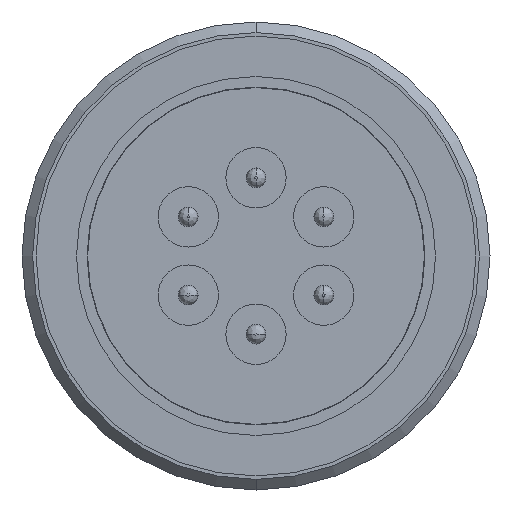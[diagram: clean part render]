
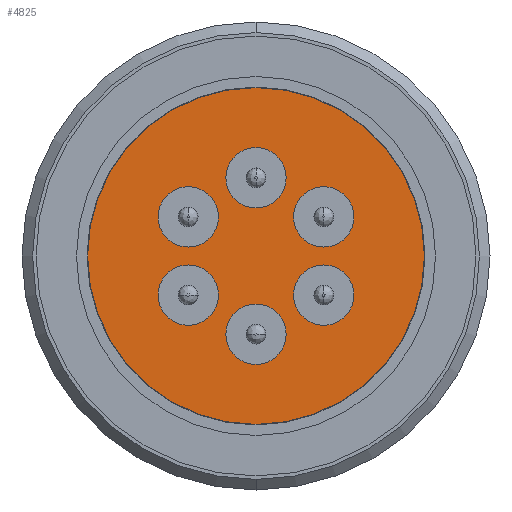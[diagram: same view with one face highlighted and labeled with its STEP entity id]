
A CAD part, front view. The second image highlights one B-rep face of the part: STEP entity #4825.
In plain terms, the highlighted planar face has unit normal (0, -1, 0).
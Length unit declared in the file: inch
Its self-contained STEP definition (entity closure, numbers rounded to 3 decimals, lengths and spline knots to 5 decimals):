
#20 = VERTEX_POINT ( 'NONE', #2990 ) ;
#21 = VERTEX_POINT ( 'NONE', #2988 ) ;
#29 = VERTEX_POINT ( 'NONE', #2976 ) ;
#30 = VERTEX_POINT ( 'NONE', #2944 ) ;
#46 = VERTEX_POINT ( 'NONE', #2815 ) ;
#47 = VERTEX_POINT ( 'NONE', #2814 ) ;
#54 = VERTEX_POINT ( 'NONE', #2804 ) ;
#74 = VERTEX_POINT ( 'NONE', #2776 ) ;
#108 = EDGE_LOOP ( 'NONE', ( #1563, #1559 ) ) ;
#109 = EDGE_LOOP ( 'NONE', ( #1569, #1568 ) ) ;
#110 = EDGE_LOOP ( 'NONE', ( #1567, #1564 ) ) ;
#115 = EDGE_LOOP ( 'NONE', ( #1572, #1570 ) ) ;
#177 = EDGE_LOOP ( 'NONE', ( #1556, #1555 ) ) ;
#212 = EDGE_LOOP ( 'NONE', ( #1558, #1557 ) ) ;
#250 = EDGE_LOOP ( 'NONE', ( #1554, #1553 ) ) ;
#359 = VERTEX_POINT ( 'NONE', #2833 ) ;
#412 = VERTEX_POINT ( 'NONE', #3104 ) ;
#446 = VERTEX_POINT ( 'NONE', #3086 ) ;
#525 = VERTEX_POINT ( 'NONE', #2973 ) ;
#539 = VERTEX_POINT ( 'NONE', #2977 ) ;
#557 = VERTEX_POINT ( 'NONE', #3124 ) ;
#727 = DIRECTION ( 'NONE',  ( 0., 1., 0. ) ) ;
#730 = PLANE ( 'NONE',  #7012 ) ;
#732 = CARTESIAN_POINT ( 'NONE',  ( -0.0249, 0.05531, 0. ) ) ;
#733 = DIRECTION ( 'NONE',  ( 0., 0., 1. ) ) ;
#911 = CIRCLE ( 'NONE', #5353, 0.08575 ) ;
#922 = CIRCLE ( 'NONE', #5367, 0.08575 ) ;
#928 = CIRCLE ( 'NONE', #5371, 0.08575 ) ;
#934 = CIRCLE ( 'NONE', #5376, 0.08575 ) ;
#950 = CIRCLE ( 'NONE', #5388, 0.4785 ) ;
#961 = CIRCLE ( 'NONE', #5396, 0.08575 ) ;
#979 = CIRCLE ( 'NONE', #5418, 0.08575 ) ;
#980 = CIRCLE ( 'NONE', #5420, 0.08575 ) ;
#981 = CIRCLE ( 'NONE', #5422, 0.4785 ) ;
#986 = CIRCLE ( 'NONE', #5430, 0.08575 ) ;
#991 = CIRCLE ( 'NONE', #5434, 0.08575 ) ;
#993 = CIRCLE ( 'NONE', #5437, 0.08575 ) ;
#997 = CIRCLE ( 'NONE', #5441, 0.08575 ) ;
#1121 = CIRCLE ( 'NONE', #2579, 0.08575 ) ;
#1553 = ORIENTED_EDGE ( 'NONE', *, *, #5642, .F. ) ;
#1554 = ORIENTED_EDGE ( 'NONE', *, *, #6875, .F. ) ;
#1555 = ORIENTED_EDGE ( 'NONE', *, *, #5664, .F. ) ;
#1556 = ORIENTED_EDGE ( 'NONE', *, *, #5475, .F. ) ;
#1557 = ORIENTED_EDGE ( 'NONE', *, *, #5660, .F. ) ;
#1558 = ORIENTED_EDGE ( 'NONE', *, *, #5485, .F. ) ;
#1559 = ORIENTED_EDGE ( 'NONE', *, *, #5504, .F. ) ;
#1563 = ORIENTED_EDGE ( 'NONE', *, *, #5644, .F. ) ;
#1564 = ORIENTED_EDGE ( 'NONE', *, *, #5651, .F. ) ;
#1567 = ORIENTED_EDGE ( 'NONE', *, *, #5492, .F. ) ;
#1568 = ORIENTED_EDGE ( 'NONE', *, *, #5643, .F. ) ;
#1569 = ORIENTED_EDGE ( 'NONE', *, *, #5490, .F. ) ;
#1570 = ORIENTED_EDGE ( 'NONE', *, *, #5657, .F. ) ;
#1572 = ORIENTED_EDGE ( 'NONE', *, *, #5511, .F. ) ;
#2579 = AXIS2_PLACEMENT_3D ( 'NONE', #4386, #4387, #4388 ) ;
#2776 = CARTESIAN_POINT ( 'NONE',  ( -0.0249, 0.05531, 0.30806 ) ) ;
#2804 = CARTESIAN_POINT ( 'NONE',  ( 0.16763, 0.05531, -0.02541 ) ) ;
#2814 = CARTESIAN_POINT ( 'NONE',  ( 0.16763, 0.05531, 0.19691 ) ) ;
#2815 = CARTESIAN_POINT ( 'NONE',  ( -0.0249, 0.05531, -0.30806 ) ) ;
#2833 = CARTESIAN_POINT ( 'NONE',  ( -0.21743, 0.05531, 0.02541 ) ) ;
#2944 = CARTESIAN_POINT ( 'NONE',  ( -0.0249, 0.05531, -0.4785 ) ) ;
#2973 = CARTESIAN_POINT ( 'NONE',  ( -0.0249, 0.05531, 0.4785 ) ) ;
#2976 = CARTESIAN_POINT ( 'NONE',  ( 0.16763, 0.05531, 0.02541 ) ) ;
#2977 = CARTESIAN_POINT ( 'NONE',  ( -0.0249, 0.05531, 0.13656 ) ) ;
#2988 = CARTESIAN_POINT ( 'NONE',  ( -0.21743, 0.05531, 0.19691 ) ) ;
#2990 = CARTESIAN_POINT ( 'NONE',  ( -0.21743, 0.05531, -0.02541 ) ) ;
#3086 = CARTESIAN_POINT ( 'NONE',  ( 0.16763, 0.05531, -0.19691 ) ) ;
#3104 = CARTESIAN_POINT ( 'NONE',  ( -0.21743, 0.05531, -0.19691 ) ) ;
#3124 = CARTESIAN_POINT ( 'NONE',  ( -0.0249, 0.05531, -0.13656 ) ) ;
#4386 = CARTESIAN_POINT ( 'NONE',  ( -0.0249, 0.05531, 0.22231 ) ) ;
#4387 = DIRECTION ( 'NONE',  ( 0., -1., 0. ) ) ;
#4388 = DIRECTION ( 'NONE',  ( 0., 0., -1. ) ) ;
#4579 = CARTESIAN_POINT ( 'NONE',  ( 0.16763, 0.05531, -0.11116 ) ) ;
#4580 = DIRECTION ( 'NONE',  ( 0., -1., 0. ) ) ;
#4581 = DIRECTION ( 'NONE',  ( 0., 0., -1. ) ) ;
#4607 = CARTESIAN_POINT ( 'NONE',  ( -0.21743, 0.05531, -0.11116 ) ) ;
#4608 = DIRECTION ( 'NONE',  ( 0., -1., 0. ) ) ;
#4609 = DIRECTION ( 'NONE',  ( 0., 0., -1. ) ) ;
#4616 = CARTESIAN_POINT ( 'NONE',  ( 0.16763, 0.05531, 0.11116 ) ) ;
#4617 = DIRECTION ( 'NONE',  ( 0., -1., 0. ) ) ;
#4618 = DIRECTION ( 'NONE',  ( 0., 0., -1. ) ) ;
#4624 = CARTESIAN_POINT ( 'NONE',  ( -0.0249, 0.05531, -0.22231 ) ) ;
#4625 = DIRECTION ( 'NONE',  ( 0., -1., 0. ) ) ;
#4626 = DIRECTION ( 'NONE',  ( 0., 0., -1. ) ) ;
#4825 = ADVANCED_FACE ( 'NONE', ( #5832, #5824, #5828, #5830, #5826, #5823, #5822 ), #730, .F. ) ;
#5353 = AXIS2_PLACEMENT_3D ( 'NONE', #4579, #4580, #4581 ) ;
#5367 = AXIS2_PLACEMENT_3D ( 'NONE', #4607, #4608, #4609 ) ;
#5371 = AXIS2_PLACEMENT_3D ( 'NONE', #4616, #4617, #4618 ) ;
#5376 = AXIS2_PLACEMENT_3D ( 'NONE', #4624, #4625, #4626 ) ;
#5388 = AXIS2_PLACEMENT_3D ( 'NONE', #7072, #7073, #7074 ) ;
#5396 = AXIS2_PLACEMENT_3D ( 'NONE', #7092, #7093, #7094 ) ;
#5418 = AXIS2_PLACEMENT_3D ( 'NONE', #7134, #7135, #7136 ) ;
#5420 = AXIS2_PLACEMENT_3D ( 'NONE', #7137, #7138, #7139 ) ;
#5422 = AXIS2_PLACEMENT_3D ( 'NONE', #7140, #7141, #7142 ) ;
#5430 = AXIS2_PLACEMENT_3D ( 'NONE', #7165, #7166, #7167 ) ;
#5434 = AXIS2_PLACEMENT_3D ( 'NONE', #7193, #7194, #7195 ) ;
#5437 = AXIS2_PLACEMENT_3D ( 'NONE', #7202, #7203, #7204 ) ;
#5441 = AXIS2_PLACEMENT_3D ( 'NONE', #7214, #7215, #7216 ) ;
#5475 = EDGE_CURVE ( 'NONE', #446, #54, #911, .T. ) ;
#5485 = EDGE_CURVE ( 'NONE', #412, #20, #922, .T. ) ;
#5490 = EDGE_CURVE ( 'NONE', #29, #47, #928, .T. ) ;
#5492 = EDGE_CURVE ( 'NONE', #46, #557, #934, .T. ) ;
#5504 = EDGE_CURVE ( 'NONE', #525, #30, #950, .T. ) ;
#5511 = EDGE_CURVE ( 'NONE', #359, #21, #961, .T. ) ;
#5642 = EDGE_CURVE ( 'NONE', #74, #539, #979, .T. ) ;
#5643 = EDGE_CURVE ( 'NONE', #47, #29, #980, .T. ) ;
#5644 = EDGE_CURVE ( 'NONE', #30, #525, #981, .T. ) ;
#5651 = EDGE_CURVE ( 'NONE', #557, #46, #986, .T. ) ;
#5657 = EDGE_CURVE ( 'NONE', #21, #359, #991, .T. ) ;
#5660 = EDGE_CURVE ( 'NONE', #20, #412, #993, .T. ) ;
#5664 = EDGE_CURVE ( 'NONE', #54, #446, #997, .T. ) ;
#5822 = FACE_BOUND ( 'NONE', #250, .T. ) ;
#5823 = FACE_BOUND ( 'NONE', #177, .T. ) ;
#5824 = FACE_BOUND ( 'NONE', #109, .T. ) ;
#5826 = FACE_BOUND ( 'NONE', #212, .T. ) ;
#5828 = FACE_BOUND ( 'NONE', #110, .T. ) ;
#5830 = FACE_OUTER_BOUND ( 'NONE', #108, .T. ) ;
#5832 = FACE_BOUND ( 'NONE', #115, .T. ) ;
#6875 = EDGE_CURVE ( 'NONE', #539, #74, #1121, .T. ) ;
#7012 = AXIS2_PLACEMENT_3D ( 'NONE', #732, #727, #733 ) ;
#7072 = CARTESIAN_POINT ( 'NONE',  ( -0.0249, 0.05531, 0. ) ) ;
#7073 = DIRECTION ( 'NONE',  ( 0., 1., 0. ) ) ;
#7074 = DIRECTION ( 'NONE',  ( 0., 0., -1. ) ) ;
#7092 = CARTESIAN_POINT ( 'NONE',  ( -0.21743, 0.05531, 0.11116 ) ) ;
#7093 = DIRECTION ( 'NONE',  ( 0., -1., 0. ) ) ;
#7094 = DIRECTION ( 'NONE',  ( 0., 0., -1. ) ) ;
#7134 = CARTESIAN_POINT ( 'NONE',  ( -0.0249, 0.05531, 0.22231 ) ) ;
#7135 = DIRECTION ( 'NONE',  ( 0., -1., 0. ) ) ;
#7136 = DIRECTION ( 'NONE',  ( 0., 0., -1. ) ) ;
#7137 = CARTESIAN_POINT ( 'NONE',  ( 0.16763, 0.05531, 0.11116 ) ) ;
#7138 = DIRECTION ( 'NONE',  ( 0., -1., 0. ) ) ;
#7139 = DIRECTION ( 'NONE',  ( 0., 0., -1. ) ) ;
#7140 = CARTESIAN_POINT ( 'NONE',  ( -0.0249, 0.05531, 0. ) ) ;
#7141 = DIRECTION ( 'NONE',  ( 0., 1., 0. ) ) ;
#7142 = DIRECTION ( 'NONE',  ( 0., 0., -1. ) ) ;
#7165 = CARTESIAN_POINT ( 'NONE',  ( -0.0249, 0.05531, -0.22231 ) ) ;
#7166 = DIRECTION ( 'NONE',  ( 0., -1., 0. ) ) ;
#7167 = DIRECTION ( 'NONE',  ( 0., 0., -1. ) ) ;
#7193 = CARTESIAN_POINT ( 'NONE',  ( -0.21743, 0.05531, 0.11116 ) ) ;
#7194 = DIRECTION ( 'NONE',  ( 0., -1., 0. ) ) ;
#7195 = DIRECTION ( 'NONE',  ( 0., 0., -1. ) ) ;
#7202 = CARTESIAN_POINT ( 'NONE',  ( -0.21743, 0.05531, -0.11116 ) ) ;
#7203 = DIRECTION ( 'NONE',  ( 0., -1., 0. ) ) ;
#7204 = DIRECTION ( 'NONE',  ( 0., 0., -1. ) ) ;
#7214 = CARTESIAN_POINT ( 'NONE',  ( 0.16763, 0.05531, -0.11116 ) ) ;
#7215 = DIRECTION ( 'NONE',  ( 0., -1., 0. ) ) ;
#7216 = DIRECTION ( 'NONE',  ( 0., 0., -1. ) ) ;
